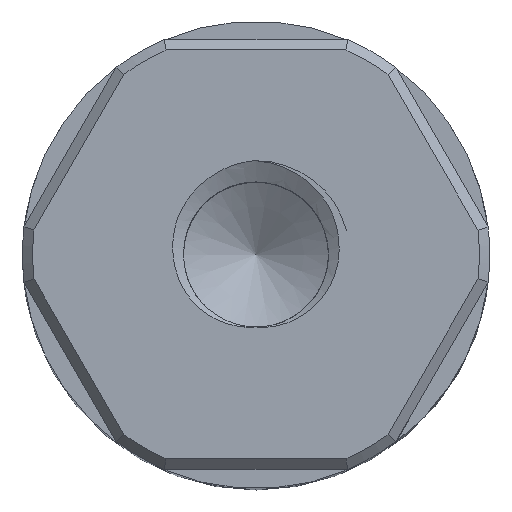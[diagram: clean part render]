
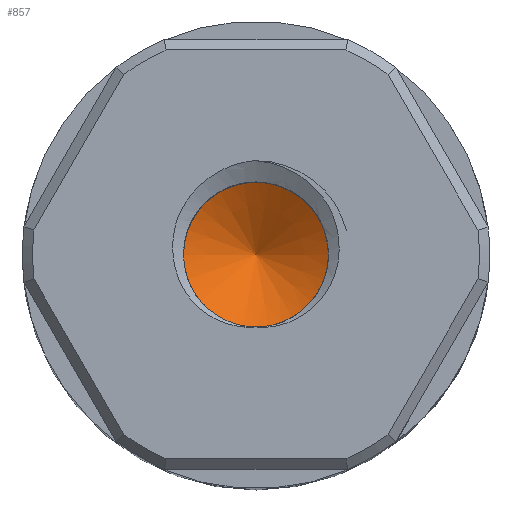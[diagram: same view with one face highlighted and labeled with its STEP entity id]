
A CAD part, top view. The second image highlights one B-rep face of the part: STEP entity #857.
In plain terms, the highlighted conical face has half-angle 59 degrees and reference radius 1.34 mm.
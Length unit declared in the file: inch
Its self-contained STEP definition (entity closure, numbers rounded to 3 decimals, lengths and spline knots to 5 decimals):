
#33=CONICAL_SURFACE('',#957,0.05275,1.03);
#97=FACE_OUTER_BOUND('',#151,.T.);
#151=EDGE_LOOP('',(#739,#740,#741,#742));
#164=CIRCLE('',#901,0.1055);
#188=CIRCLE('',#958,0.1055);
#282=LINE('',#4500,#335);
#335=VECTOR('',#1153,0.05275);
#361=VERTEX_POINT('',#3934);
#363=VERTEX_POINT('',#3947);
#414=VERTEX_POINT('',#4499);
#451=EDGE_CURVE('',#361,#363,#164,.T.);
#532=EDGE_CURVE('',#363,#361,#188,.T.);
#533=EDGE_CURVE('',#361,#414,#282,.T.);
#739=ORIENTED_EDGE('',*,*,#532,.T.);
#740=ORIENTED_EDGE('',*,*,#533,.T.);
#741=ORIENTED_EDGE('',*,*,#533,.F.);
#742=ORIENTED_EDGE('',*,*,#451,.T.);
#857=ADVANCED_FACE('',(#97),#33,.F.);
#901=AXIS2_PLACEMENT_3D('',#3949,#1001,#1002);
#957=AXIS2_PLACEMENT_3D('',#4497,#1149,#1150);
#958=AXIS2_PLACEMENT_3D('',#4498,#1151,#1152);
#1001=DIRECTION('center_axis',(0.,0.,1.));
#1002=DIRECTION('ref_axis',(1.,0.,0.));
#1149=DIRECTION('center_axis',(0.,0.,1.));
#1150=DIRECTION('ref_axis',(1.,0.,0.));
#1151=DIRECTION('center_axis',(0.,0.,1.));
#1152=DIRECTION('ref_axis',(1.,0.,0.));
#1153=DIRECTION('',(0.857,0.,-0.515));
#3934=CARTESIAN_POINT('',(-0.1055,0.,1.325));
#3947=CARTESIAN_POINT('',(0.,-0.1055,1.325));
#3949=CARTESIAN_POINT('Origin',(0.,0.,1.325));
#4497=CARTESIAN_POINT('Origin',(0.,0.,1.2933));
#4498=CARTESIAN_POINT('Origin',(0.,0.,1.325));
#4499=CARTESIAN_POINT('',(0.,0.,1.26161));
#4500=CARTESIAN_POINT('',(-0.05275,0.,1.2933));
